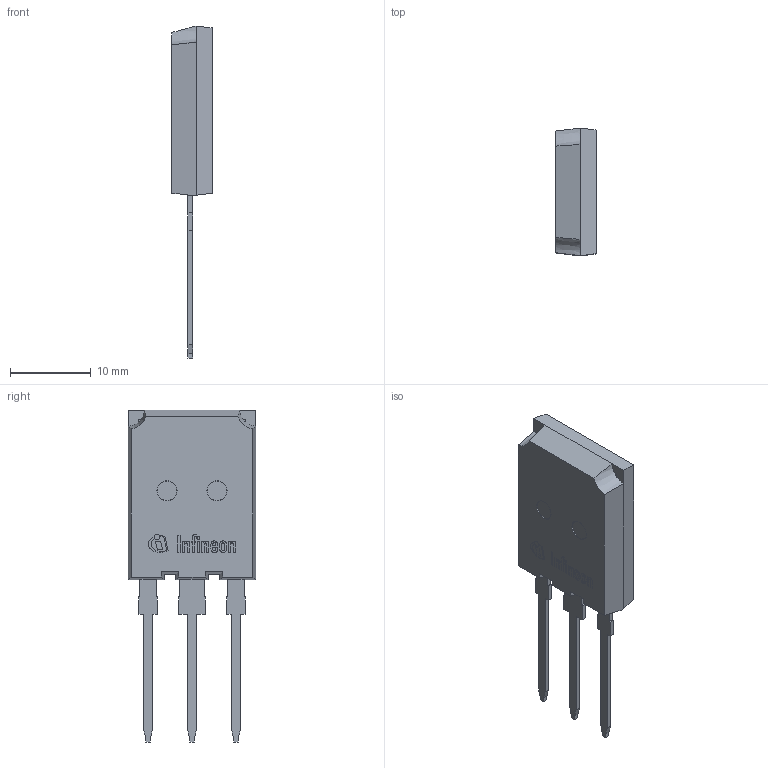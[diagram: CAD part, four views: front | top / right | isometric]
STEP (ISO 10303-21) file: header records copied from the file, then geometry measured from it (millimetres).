
FILE_DESCRIPTION(/* description */ (''),/* implementation_level */ '2;1');
FILE_NAME(/* name */ 'PG-TO247-3-70_Z8B00172017_V08_3D.stp',/* time_stamp */ '2024-09-10T10:17:02+05:30',/* author */ ('sivamani'),/* organization */ (''),/* preprocessor_version */ 'ST-DEVELOPER v19.2',/* originating_system */ 'AutoCAD Mechanical',/* authorisation */ '');
FILE_SCHEMA (('AUTOMOTIVE_DESIGN { 1 0 10303 214 3 1 1 }'));
Length unit declared in the file: millimetre
Products named in the file (1): Product
Bounding box: 5.01 x 15.8 x 41.1 mm (x, y, z)
Volume: 1613 mm3; surface area: 1926.5 mm2
Topology: 17 solids, 17 shells, 225 faces, 556 edges, 364 vertices
Faces by surface type: plane 193, bspline 18, cylinder 8, torus 4, cone 2
Entity records: 6842 total; most frequent: CARTESIAN_POINT 1556, ORIENTED_EDGE 1112, DIRECTION 968, EDGE_CURVE 556, LINE 484, VECTOR 484, VERTEX_POINT 364, AXIS2_PLACEMENT_3D 242
